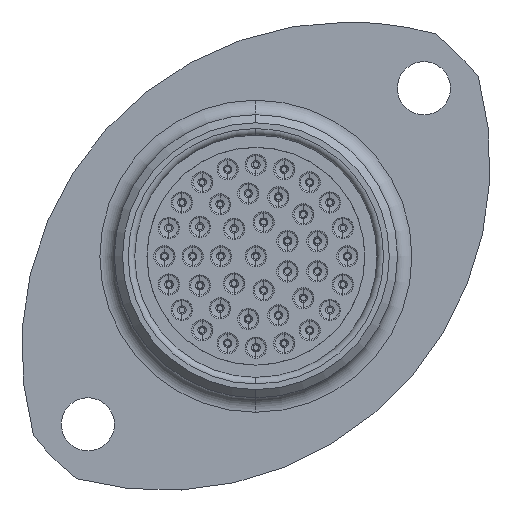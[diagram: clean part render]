
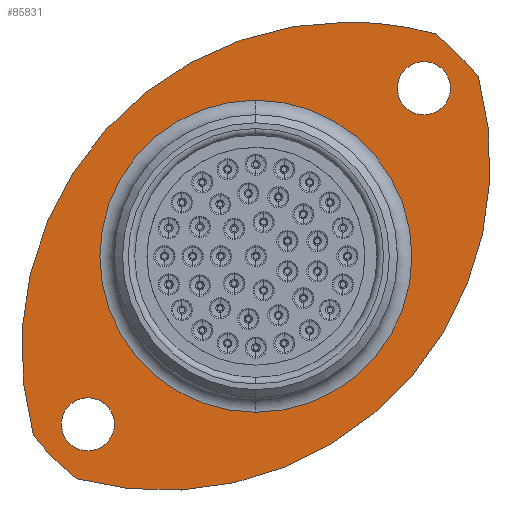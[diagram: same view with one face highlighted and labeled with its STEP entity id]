
A CAD part, left-side view. The second image highlights one B-rep face of the part: STEP entity #85831.
In plain terms, the highlighted planar face has unit normal (-1, 0, 0).
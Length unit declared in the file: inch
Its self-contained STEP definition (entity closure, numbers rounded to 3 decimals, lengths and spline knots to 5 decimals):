
#3114 = CIRCLE ( 'NONE', #3128, 0.06398 ) ;
#3128 = AXIS2_PLACEMENT_3D ( 'NONE', #6289, #6290, #6291 ) ;
#3141 = CIRCLE ( 'NONE', #3145, 0.06398 ) ;
#3145 = AXIS2_PLACEMENT_3D ( 'NONE', #6323, #6324, #6325 ) ;
#3179 = CIRCLE ( 'NONE', #3182, 0.37618 ) ;
#3182 = AXIS2_PLACEMENT_3D ( 'NONE', #6428, #6429, #6430 ) ;
#3243 = CIRCLE ( 'NONE', #3249, 0.7874 ) ;
#3249 = AXIS2_PLACEMENT_3D ( 'NONE', #6645, #6646, #6647 ) ;
#4279 = EDGE_LOOP ( 'NONE', ( #81165, #81166 ) ) ;
#4295 = EDGE_LOOP ( 'NONE', ( #81169, #81171, #81173, #81175, #81176 ) ) ;
#4307 = EDGE_LOOP ( 'NONE', ( #81163, #81164 ) ) ;
#4321 = EDGE_LOOP ( 'NONE', ( #81167, #81168 ) ) ;
#5692 = CARTESIAN_POINT ( 'NONE',  ( 0.11095, 1.41454, -1.27669 ) ) ;
#5704 = CARTESIAN_POINT ( 'NONE',  ( 0.11095, 0.4457, -0.30785 ) ) ;
#5730 = CARTESIAN_POINT ( 'NONE',  ( 0.11095, 1.51807, -1.17317 ) ) ;
#6289 = CARTESIAN_POINT ( 'NONE',  ( 0.11095, 1.38694, -1.14556 ) ) ;
#6290 = DIRECTION ( 'NONE',  ( -1., 0., 0. ) ) ;
#6291 = DIRECTION ( 'NONE',  ( 0., 0., 1. ) ) ;
#6323 = CARTESIAN_POINT ( 'NONE',  ( 0.11095, 0.57683, -0.33545 ) ) ;
#6324 = DIRECTION ( 'NONE',  ( -1., 0., 0. ) ) ;
#6325 = DIRECTION ( 'NONE',  ( 0., 0., 1. ) ) ;
#6428 = CARTESIAN_POINT ( 'NONE',  ( 0.11095, 0.98188, -0.74051 ) ) ;
#6429 = DIRECTION ( 'NONE',  ( 1., 0., 0. ) ) ;
#6430 = DIRECTION ( 'NONE',  ( 0., 0., -1. ) ) ;
#6645 = CARTESIAN_POINT ( 'NONE',  ( 0.11095, 0.75917, -0.96322 ) ) ;
#6646 = DIRECTION ( 'NONE',  ( -1., 0., 0. ) ) ;
#6647 = DIRECTION ( 'NONE',  ( 0., 0., 1. ) ) ;
#15756 = AXIS2_PLACEMENT_3D ( 'NONE', #19397, #19399, #19401 ) ;
#19309 = FACE_BOUND ( 'NONE', #4307, .T. ) ;
#19353 = PLANE ( 'NONE',  #15756 ) ;
#19357 = FACE_BOUND ( 'NONE', #4279, .T. ) ;
#19361 = FACE_BOUND ( 'NONE', #4321, .T. ) ;
#19365 = FACE_OUTER_BOUND ( 'NONE', #4295, .T. ) ;
#19367 = CARTESIAN_POINT ( 'NONE',  ( 0.11095, 0.57683, -0.39943 ) ) ;
#19375 = CARTESIAN_POINT ( 'NONE',  ( 0.11095, 0.57683, -0.27148 ) ) ;
#19381 = CARTESIAN_POINT ( 'NONE',  ( 0.11095, 0.75917, -0.17582 ) ) ;
#19385 = CARTESIAN_POINT ( 'NONE',  ( 0.11095, 0.54922, -0.20432 ) ) ;
#19390 = CARTESIAN_POINT ( 'NONE',  ( 0.11095, 1.38694, -1.08159 ) ) ;
#19394 = CARTESIAN_POINT ( 'NONE',  ( 0.11095, 1.38694, -1.20954 ) ) ;
#19397 = CARTESIAN_POINT ( 'NONE',  ( 0.11095, 1.67086, -0.74051 ) ) ;
#19399 = DIRECTION ( 'NONE',  ( 1., 0., 0. ) ) ;
#19401 = DIRECTION ( 'NONE',  ( 0., 0., -1. ) ) ;
#19457 = CARTESIAN_POINT ( 'NONE',  ( 0.11095, 0.98188, -0.36433 ) ) ;
#21776 = CARTESIAN_POINT ( 'NONE',  ( 0.11095, 0.98188, -1.11669 ) ) ;
#32641 = CIRCLE ( 'NONE', #32645, 0.7874 ) ;
#32645 = AXIS2_PLACEMENT_3D ( 'NONE', #39947, #39949, #39950 ) ;
#32647 = CIRCLE ( 'NONE', #32651, 0.06398 ) ;
#32651 = AXIS2_PLACEMENT_3D ( 'NONE', #39958, #39959, #39961 ) ;
#32710 = CIRCLE ( 'NONE', #32714, 0.7874 ) ;
#32714 = AXIS2_PLACEMENT_3D ( 'NONE', #40094, #40096, #40098 ) ;
#32715 = CIRCLE ( 'NONE', #32718, 0.06398 ) ;
#32718 = AXIS2_PLACEMENT_3D ( 'NONE', #40105, #40107, #40109 ) ;
#33076 = CIRCLE ( 'NONE', #33078, 0.68898 ) ;
#33078 = AXIS2_PLACEMENT_3D ( 'NONE', #41860, #41861, #41862 ) ;
#39947 = CARTESIAN_POINT ( 'NONE',  ( 0.11095, 1.20459, -0.5178 ) ) ;
#39949 = DIRECTION ( 'NONE',  ( -1., 0., 0. ) ) ;
#39950 = DIRECTION ( 'NONE',  ( 0., 0., 1. ) ) ;
#39958 = CARTESIAN_POINT ( 'NONE',  ( 0.11095, 0.57683, -0.33545 ) ) ;
#39959 = DIRECTION ( 'NONE',  ( -1., 0., 0. ) ) ;
#39961 = DIRECTION ( 'NONE',  ( 0., 0., 1. ) ) ;
#40094 = CARTESIAN_POINT ( 'NONE',  ( 0.11095, 0.75917, -0.96322 ) ) ;
#40096 = DIRECTION ( 'NONE',  ( -1., 0., 0. ) ) ;
#40098 = DIRECTION ( 'NONE',  ( 0., 0., 1. ) ) ;
#40105 = CARTESIAN_POINT ( 'NONE',  ( 0.11095, 1.38694, -1.14556 ) ) ;
#40107 = DIRECTION ( 'NONE',  ( -1., 0., 0. ) ) ;
#40109 = DIRECTION ( 'NONE',  ( 0., 0., 1. ) ) ;
#41860 = CARTESIAN_POINT ( 'NONE',  ( 0.11095, 0.98188, -0.74051 ) ) ;
#41861 = DIRECTION ( 'NONE',  ( 1., 0., 0. ) ) ;
#41862 = DIRECTION ( 'NONE',  ( 0., 0., -1. ) ) ;
#42077 = CARTESIAN_POINT ( 'NONE',  ( 0.11095, 0.98188, -0.74051 ) ) ;
#42078 = DIRECTION ( 'NONE',  ( 1., 0., 0. ) ) ;
#42079 = DIRECTION ( 'NONE',  ( 0., 0., -1. ) ) ;
#42309 = CARTESIAN_POINT ( 'NONE',  ( 0.11095, 0.98188, -0.74051 ) ) ;
#42310 = DIRECTION ( 'NONE',  ( 1., 0., 0. ) ) ;
#42311 = DIRECTION ( 'NONE',  ( 0., 0., -1. ) ) ;
#42366 = CIRCLE ( 'NONE', #42376, 0.37618 ) ;
#42376 = AXIS2_PLACEMENT_3D ( 'NONE', #42077, #42078, #42079 ) ;
#42564 = CIRCLE ( 'NONE', #42571, 0.68898 ) ;
#42571 = AXIS2_PLACEMENT_3D ( 'NONE', #42309, #42310, #42311 ) ;
#51693 = VERTEX_POINT ( 'NONE', #19367 ) ;
#51699 = VERTEX_POINT ( 'NONE', #19375 ) ;
#51710 = VERTEX_POINT ( 'NONE', #19381 ) ;
#51713 = VERTEX_POINT ( 'NONE', #19385 ) ;
#51722 = VERTEX_POINT ( 'NONE', #19390 ) ;
#51727 = VERTEX_POINT ( 'NONE', #19394 ) ;
#51793 = VERTEX_POINT ( 'NONE', #19457 ) ;
#51820 = VERTEX_POINT ( 'NONE', #21776 ) ;
#81163 = ORIENTED_EDGE ( 'NONE', *, *, #86809, .T. ) ;
#81164 = ORIENTED_EDGE ( 'NONE', *, *, #85425, .T. ) ;
#81165 = ORIENTED_EDGE ( 'NONE', *, *, #86527, .F. ) ;
#81166 = ORIENTED_EDGE ( 'NONE', *, *, #85387, .F. ) ;
#81167 = ORIENTED_EDGE ( 'NONE', *, *, #86501, .F. ) ;
#81168 = ORIENTED_EDGE ( 'NONE', *, *, #85398, .F. ) ;
#81169 = ORIENTED_EDGE ( 'NONE', *, *, #85474, .T. ) ;
#81171 = ORIENTED_EDGE ( 'NONE', *, *, #86525, .T. ) ;
#81173 = ORIENTED_EDGE ( 'NONE', *, *, #86881, .F. ) ;
#81175 = ORIENTED_EDGE ( 'NONE', *, *, #86499, .T. ) ;
#81176 = ORIENTED_EDGE ( 'NONE', *, *, #86737, .F. ) ;
#85177 = VERTEX_POINT ( 'NONE', #5692 ) ;
#85183 = VERTEX_POINT ( 'NONE', #5704 ) ;
#85196 = VERTEX_POINT ( 'NONE', #5730 ) ;
#85387 = EDGE_CURVE ( 'NONE', #51727, #51722, #3114, .T. ) ;
#85398 = EDGE_CURVE ( 'NONE', #51693, #51699, #3141, .T. ) ;
#85425 = EDGE_CURVE ( 'NONE', #51793, #51820, #3179, .T. ) ;
#85474 = EDGE_CURVE ( 'NONE', #51713, #51710, #3243, .T. ) ;
#85831 = ADVANCED_FACE ( 'NONE', ( #19309, #19357, #19361, #19365 ), #19353, .F. ) ;
#86499 = EDGE_CURVE ( 'NONE', #85177, #85183, #32641, .T. ) ;
#86501 = EDGE_CURVE ( 'NONE', #51699, #51693, #32647, .T. ) ;
#86525 = EDGE_CURVE ( 'NONE', #51710, #85196, #32710, .T. ) ;
#86527 = EDGE_CURVE ( 'NONE', #51722, #51727, #32715, .T. ) ;
#86737 = EDGE_CURVE ( 'NONE', #51713, #85183, #33076, .T. ) ;
#86809 = EDGE_CURVE ( 'NONE', #51820, #51793, #42366, .T. ) ;
#86881 = EDGE_CURVE ( 'NONE', #85177, #85196, #42564, .T. ) ;
